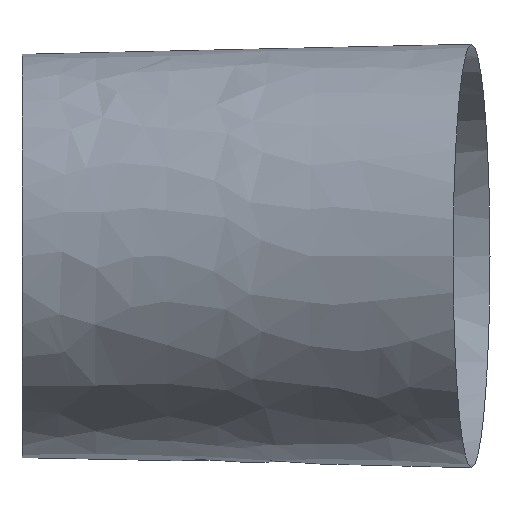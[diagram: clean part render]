
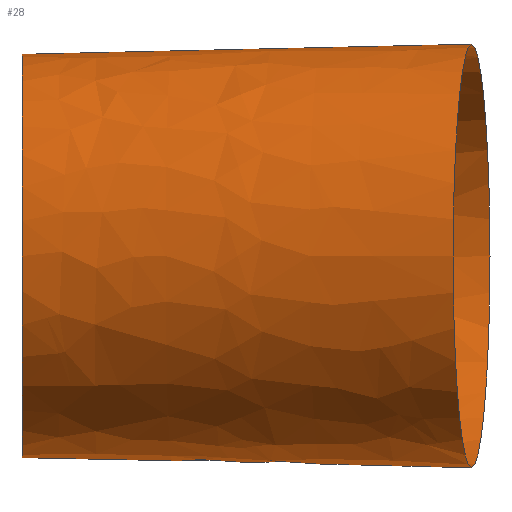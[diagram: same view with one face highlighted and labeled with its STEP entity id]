
A CAD part, front view. The second image highlights one B-rep face of the part: STEP entity #28.
In plain terms, the highlighted free-form (B-spline) face has degree [3, 3] with [17, 4] control points.
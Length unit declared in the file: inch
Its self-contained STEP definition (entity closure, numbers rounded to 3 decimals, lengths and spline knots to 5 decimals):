
#12=FACE_OUTER_BOUND('',#13,.T.);
#13=EDGE_LOOP('',(#23,#24,#25,#26));
#14=LINE('',#125,#15);
#15=VECTOR('',#50,0.43888);
#16=CIRCLE('',#44,0.1875);
#17=CIRCLE('',#45,0.19685);
#18=VERTEX_POINT('',#122);
#19=VERTEX_POINT('',#124);
#20=EDGE_CURVE('',#18,#18,#16,.T.);
#21=EDGE_CURVE('',#18,#19,#14,.T.);
#22=EDGE_CURVE('',#19,#19,#17,.T.);
#23=ORIENTED_EDGE('',*,*,#20,.F.);
#24=ORIENTED_EDGE('',*,*,#21,.T.);
#25=ORIENTED_EDGE('',*,*,#22,.T.);
#26=ORIENTED_EDGE('',*,*,#21,.F.);
#27=B_SPLINE_SURFACE_WITH_KNOTS('',3,3,((#54,#55,#56,#57),(#58,#59,#60,
#61),(#62,#63,#64,#65),(#66,#67,#68,#69),(#70,#71,#72,#73),(#74,#75,#76,
#77),(#78,#79,#80,#81),(#82,#83,#84,#85),(#86,#87,#88,#89),(#90,#91,#92,
#93),(#94,#95,#96,#97),(#98,#99,#100,#101),(#102,#103,#104,#105),(#106,
#107,#108,#109),(#110,#111,#112,#113),(#114,#115,#116,#117),(#118,#119,
#120,#121)),.UNSPECIFIED.,.T.,.F.,.F.,(4,1,1,1,1,1,1,1,1,1,1,1,1,1,4),(4,
4),(0.,0.07143,0.14286,0.21429,0.28571,
0.35714,0.42857,0.57143,0.59524,
0.61905,0.71429,0.78571,0.85714,
0.92857,1.),(0.,1.),.UNSPECIFIED.);
#28=ADVANCED_FACE('',(#12),#27,.F.);
#44=AXIS2_PLACEMENT_3D('',#123,#48,#49);
#45=AXIS2_PLACEMENT_3D('',#126,#51,#52);
#48=DIRECTION('center_axis',(1.,0.,0.));
#49=DIRECTION('ref_axis',(0.,0.,1.));
#50=DIRECTION('',(0.952,-0.305,0.021));
#51=DIRECTION('center_axis',(0.996,-0.087,0.));
#52=DIRECTION('ref_axis',(0.,0.,1.));
#54=CARTESIAN_POINT('Ctrl Pts',(-1.17484,0.2,23.42239));
#55=CARTESIAN_POINT('Ctrl Pts',(-1.03555,0.15541,23.42551));
#56=CARTESIAN_POINT('Ctrl Pts',(-0.89625,0.11082,23.42862));
#57=CARTESIAN_POINT('Ctrl Pts',(-0.75695,0.06622,23.43174));
#58=CARTESIAN_POINT('Ctrl Pts',(-1.17484,0.17195,23.42239));
#59=CARTESIAN_POINT('Ctrl Pts',(-1.0364,0.12693,23.42551));
#60=CARTESIAN_POINT('Ctrl Pts',(-0.89796,0.08191,23.42862));
#61=CARTESIAN_POINT('Ctrl Pts',(-0.75952,0.03689,23.43174));
#62=CARTESIAN_POINT('Ctrl Pts',(-1.17484,0.11588,23.40963));
#63=CARTESIAN_POINT('Ctrl Pts',(-1.03811,0.07,23.41253));
#64=CARTESIAN_POINT('Ctrl Pts',(-0.90138,0.02412,23.41544));
#65=CARTESIAN_POINT('Ctrl Pts',(-0.76465,-0.02176,
23.41834));
#66=CARTESIAN_POINT('Ctrl Pts',(-1.17484,0.04838,23.35583));
#67=CARTESIAN_POINT('Ctrl Pts',(-1.04017,0.00147,23.35784));
#68=CARTESIAN_POINT('Ctrl Pts',(-0.9055,-0.04544,
23.35985));
#69=CARTESIAN_POINT('Ctrl Pts',(-0.77082,-0.09235,23.36186));
#70=CARTESIAN_POINT('Ctrl Pts',(-1.17484,0.01098,23.27816));
#71=CARTESIAN_POINT('Ctrl Pts',(-1.04131,-0.0365,23.27888));
#72=CARTESIAN_POINT('Ctrl Pts',(-0.90778,-0.08398,23.2796));
#73=CARTESIAN_POINT('Ctrl Pts',(-0.77425,-0.13147,23.28032));
#74=CARTESIAN_POINT('Ctrl Pts',(-1.17484,0.01096,23.19173));
#75=CARTESIAN_POINT('Ctrl Pts',(-1.04131,-0.03652,23.19101));
#76=CARTESIAN_POINT('Ctrl Pts',(-0.90778,-0.084,
23.1903));
#77=CARTESIAN_POINT('Ctrl Pts',(-0.77425,-0.13148,23.18958));
#78=CARTESIAN_POINT('Ctrl Pts',(-1.17484,0.04841,23.11427));
#79=CARTESIAN_POINT('Ctrl Pts',(-1.04017,0.0015,23.11226));
#80=CARTESIAN_POINT('Ctrl Pts',(-0.90549,-0.04541,
23.11026));
#81=CARTESIAN_POINT('Ctrl Pts',(-0.77082,-0.09232,
23.10825));
#82=CARTESIAN_POINT('Ctrl Pts',(-1.17484,0.13834,23.04192));
#83=CARTESIAN_POINT('Ctrl Pts',(-1.03743,0.09281,23.03871));
#84=CARTESIAN_POINT('Ctrl Pts',(-0.90001,0.04727,23.0355));
#85=CARTESIAN_POINT('Ctrl Pts',(-0.76259,0.00174,
23.03229));
#86=CARTESIAN_POINT('Ctrl Pts',(-1.17484,0.2411,23.04135));
#87=CARTESIAN_POINT('Ctrl Pts',(-1.03429,0.19713,23.03813));
#88=CARTESIAN_POINT('Ctrl Pts',(-0.89374,0.15317,23.03492));
#89=CARTESIAN_POINT('Ctrl Pts',(-0.75319,0.10921,23.0317));
#90=CARTESIAN_POINT('Ctrl Pts',(-1.17484,0.30601,23.0793));
#91=CARTESIAN_POINT('Ctrl Pts',(-1.03231,0.26304,23.07672));
#92=CARTESIAN_POINT('Ctrl Pts',(-0.88978,0.22006,23.07412));
#93=CARTESIAN_POINT('Ctrl Pts',(-0.74725,0.17709,23.07154));
#94=CARTESIAN_POINT('Ctrl Pts',(-1.17484,0.35008,23.11423));
#95=CARTESIAN_POINT('Ctrl Pts',(-1.03097,0.30778,23.11223));
#96=CARTESIAN_POINT('Ctrl Pts',(-0.88709,0.26548,23.11022));
#97=CARTESIAN_POINT('Ctrl Pts',(-0.74322,0.22319,23.10822));
#98=CARTESIAN_POINT('Ctrl Pts',(-1.17484,0.38913,23.18201));
#99=CARTESIAN_POINT('Ctrl Pts',(-1.02978,0.34743,23.18113));
#100=CARTESIAN_POINT('Ctrl Pts',(-0.88471,0.30573,23.18025));
#101=CARTESIAN_POINT('Ctrl Pts',(-0.73965,0.26403,23.17937));
#102=CARTESIAN_POINT('Ctrl Pts',(-1.17484,0.389,23.27795));
#103=CARTESIAN_POINT('Ctrl Pts',(-1.02978,0.3473,23.27867));
#104=CARTESIAN_POINT('Ctrl Pts',(-0.88472,0.3056,23.27938));
#105=CARTESIAN_POINT('Ctrl Pts',(-0.73966,0.2639,23.2801));
#106=CARTESIAN_POINT('Ctrl Pts',(-1.17484,0.35162,23.35572));
#107=CARTESIAN_POINT('Ctrl Pts',(-1.03092,0.30935,23.35773));
#108=CARTESIAN_POINT('Ctrl Pts',(-0.887,0.26707,23.35973));
#109=CARTESIAN_POINT('Ctrl Pts',(-0.74308,0.2248,23.36174));
#110=CARTESIAN_POINT('Ctrl Pts',(-1.17484,0.28412,23.40956));
#111=CARTESIAN_POINT('Ctrl Pts',(-1.03298,0.24081,23.41247));
#112=CARTESIAN_POINT('Ctrl Pts',(-0.89112,0.19751,23.41537));
#113=CARTESIAN_POINT('Ctrl Pts',(-0.74925,0.1542,23.41827));
#114=CARTESIAN_POINT('Ctrl Pts',(-1.17484,0.22805,23.42239));
#115=CARTESIAN_POINT('Ctrl Pts',(-1.03469,0.18389,23.42551));
#116=CARTESIAN_POINT('Ctrl Pts',(-0.89454,0.13972,23.42862));
#117=CARTESIAN_POINT('Ctrl Pts',(-0.75438,0.09556,
23.43174));
#118=CARTESIAN_POINT('Ctrl Pts',(-1.17484,0.2,23.42239));
#119=CARTESIAN_POINT('Ctrl Pts',(-1.03555,0.15541,23.42551));
#120=CARTESIAN_POINT('Ctrl Pts',(-0.89625,0.11082,23.42862));
#121=CARTESIAN_POINT('Ctrl Pts',(-0.75695,0.06622,23.43174));
#122=CARTESIAN_POINT('',(-1.17484,0.2,23.42239));
#123=CARTESIAN_POINT('Origin',(-1.17484,0.2,23.23489));
#124=CARTESIAN_POINT('',(-0.75695,0.06622,23.43174));
#125=CARTESIAN_POINT('',(-1.17484,0.2,23.42239));
#126=CARTESIAN_POINT('Origin',(-0.75695,0.06622,23.23489));
